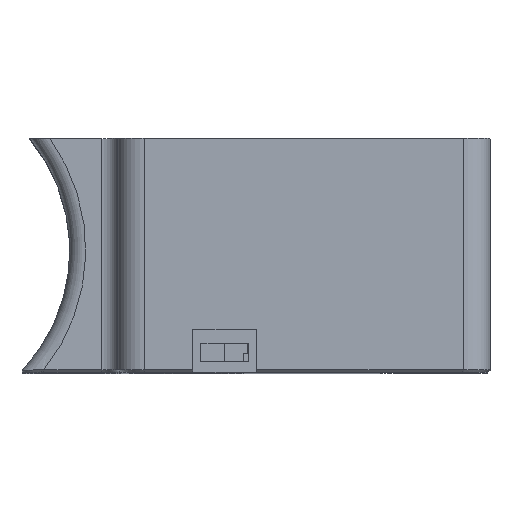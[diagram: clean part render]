
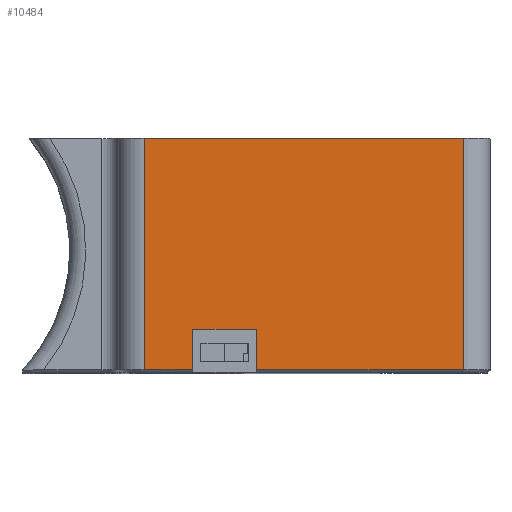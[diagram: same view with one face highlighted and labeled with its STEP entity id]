
A CAD part, top view. The second image highlights one B-rep face of the part: STEP entity #10484.
In plain terms, the highlighted planar face has unit normal (0, 0, 1).
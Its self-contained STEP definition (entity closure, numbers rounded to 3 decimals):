
#798=FACE_OUTER_BOUND('',#1384,.T.);
#1384=EDGE_LOOP('',(#8584,#8585,#8586,#8587,#8588,#8589,#8590,#8591));
#2218=LINE('',#15760,#3460);
#2330=LINE('',#15995,#3572);
#2331=LINE('',#15998,#3573);
#2468=LINE('',#16478,#3710);
#2601=LINE('',#16826,#3843);
#2602=LINE('',#16828,#3844);
#2603=LINE('',#16830,#3845);
#2604=LINE('',#16831,#3846);
#3460=VECTOR('',#12727,10.);
#3572=VECTOR('',#12905,10.);
#3573=VECTOR('',#12908,10.);
#3710=VECTOR('',#13135,10.);
#3843=VECTOR('',#13438,10.);
#3844=VECTOR('',#13441,10.);
#3845=VECTOR('',#13442,10.);
#3846=VECTOR('',#13443,10.);
#4596=VERTEX_POINT('',#15757);
#4597=VERTEX_POINT('',#15759);
#4687=VERTEX_POINT('',#15993);
#4688=VERTEX_POINT('',#15997);
#4825=VERTEX_POINT('',#16392);
#4849=VERTEX_POINT('',#16476);
#4915=VERTEX_POINT('',#16714);
#4934=VERTEX_POINT('',#16829);
#5795=EDGE_CURVE('',#4597,#4596,#2218,.T.);
#5915=EDGE_CURVE('',#4596,#4687,#2330,.T.);
#5916=EDGE_CURVE('',#4688,#4597,#2331,.T.);
#6094=EDGE_CURVE('',#4849,#4825,#2468,.T.);
#6249=EDGE_CURVE('',#4825,#4915,#2601,.T.);
#6250=EDGE_CURVE('',#4915,#4687,#2602,.T.);
#6251=EDGE_CURVE('',#4934,#4849,#2603,.T.);
#6252=EDGE_CURVE('',#4688,#4934,#2604,.T.);
#8584=ORIENTED_EDGE('',*,*,#6250,.F.);
#8585=ORIENTED_EDGE('',*,*,#6249,.F.);
#8586=ORIENTED_EDGE('',*,*,#6094,.F.);
#8587=ORIENTED_EDGE('',*,*,#6251,.F.);
#8588=ORIENTED_EDGE('',*,*,#6252,.F.);
#8589=ORIENTED_EDGE('',*,*,#5916,.T.);
#8590=ORIENTED_EDGE('',*,*,#5795,.T.);
#8591=ORIENTED_EDGE('',*,*,#5915,.T.);
#10031=PLANE('',#11198);
#10484=ADVANCED_FACE('',(#798),#10031,.T.);
#11198=AXIS2_PLACEMENT_3D('',#16827,#13439,#13440);
#12727=DIRECTION('',(1.,0.,0.));
#12905=DIRECTION('',(0.,-1.,0.));
#12908=DIRECTION('',(0.,1.,0.));
#13135=DIRECTION('',(1.,0.,0.));
#13438=DIRECTION('',(0.,-1.,0.));
#13439=DIRECTION('center_axis',(0.,0.,1.));
#13440=DIRECTION('ref_axis',(-1.,0.,0.));
#13441=DIRECTION('',(-1.,0.,0.));
#13442=DIRECTION('',(0.,1.,0.));
#13443=DIRECTION('',(-1.,0.,0.));
#15757=CARTESIAN_POINT('',(26.104,6.147,127.5));
#15759=CARTESIAN_POINT('',(14.104,6.147,127.5));
#15760=CARTESIAN_POINT('',(28.302,6.147,127.5));
#15993=CARTESIAN_POINT('',(26.104,-1.5,127.5));
#15995=CARTESIAN_POINT('',(26.104,3.073,127.5));
#15997=CARTESIAN_POINT('',(14.104,-1.5,127.5));
#15998=CARTESIAN_POINT('',(14.104,-1.027,127.5));
#16392=CARTESIAN_POINT('',(65.,42.,127.5));
#16476=CARTESIAN_POINT('',(5.,42.,127.5));
#16478=CARTESIAN_POINT('',(42.5,42.,127.5));
#16714=CARTESIAN_POINT('',(65.,-1.5,127.5));
#16826=CARTESIAN_POINT('',(65.,0.,127.5));
#16827=CARTESIAN_POINT('Origin',(42.5,0.,127.5));
#16828=CARTESIAN_POINT('',(38.75,-1.5,127.5));
#16829=CARTESIAN_POINT('',(5.,-1.5,127.5));
#16830=CARTESIAN_POINT('',(5.,0.,127.5));
#16831=CARTESIAN_POINT('',(38.75,-1.5,127.5));
